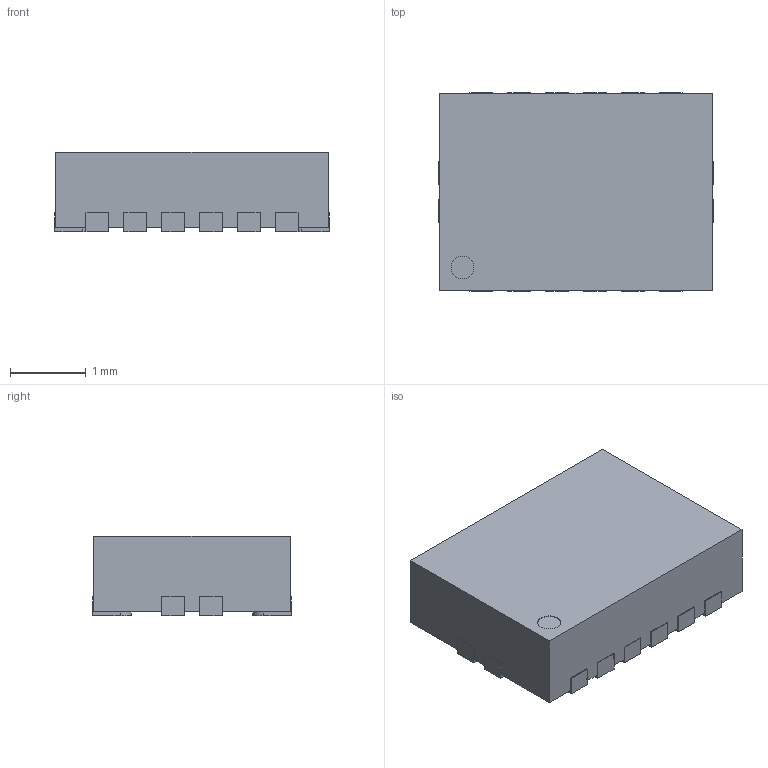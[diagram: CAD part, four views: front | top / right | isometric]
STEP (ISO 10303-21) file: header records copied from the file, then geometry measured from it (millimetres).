
FILE_DESCRIPTION(('FreeCAD Model'),'2;1');
FILE_NAME( 'User Library-User Library-DHVQFN 16-1.step', '2017-04-13T06:16:20',('kicad StepUp'),('ksu MCAD'), 'Open CASCADE STEP processor 6.8','FreeCAD','Unknown');
FILE_SCHEMA(('AUTOMOTIVE_DESIGN_CC2 { 1 2 10303 214 -1 1 5 4 }'));
Length unit declared in the file: millimetre
Products named in the file (2): ASSEMBLY; User_Library-User_Library-DHVQFN_16-1
Assembly tree (1 placements, depth 2):
  ASSEMBLY
    User_Library-User_Library-DHVQFN_16-1
Bounding box: 3.62 x 2.62 x 1.05 mm (x, y, z)
Volume: 9.5 mm3; surface area: 32.5 mm2
Topology: 1 solids, 1 shells, 111 faces, 324 edges, 216 vertices
Faces by surface type: plane 87, cylinder 24
Entity records: 4455 total; most frequent: CARTESIAN_POINT 653, ORIENTED_EDGE 648, DIRECTION 598, EDGE_CURVE 324, LINE 276, VECTOR 276, VERTEX_POINT 216, AXIS2_PLACEMENT_3D 161
